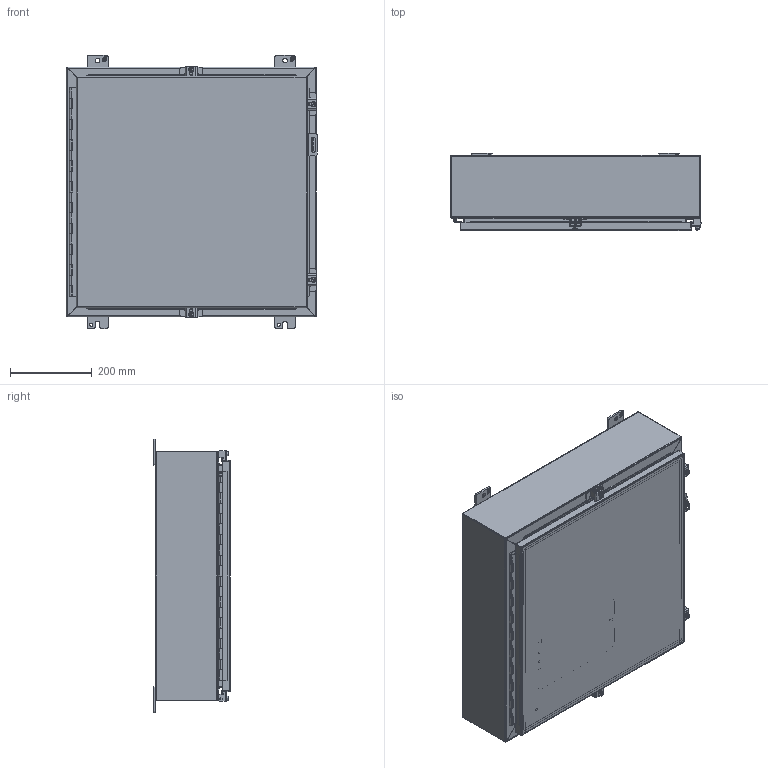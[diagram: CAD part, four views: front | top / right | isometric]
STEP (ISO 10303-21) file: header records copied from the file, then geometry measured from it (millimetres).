
FILE_DESCRIPTION (( 'STEP AP203' ), '1' );
FILE_NAME ('1418N4J6_Default.step', '2019-10-31T22:17:31', ( 'ADC123' ), ( 'Microsoft' ), 'SwSTEP 2.0', 'SolidWorks 2019', '' );
FILE_SCHEMA (( 'CONFIG_CONTROL_DESIGN' ));
Length unit declared in the file: inch
Products named in the file (1): 1418N4J6_Default
Bounding box: 612.8 x 188.9 x 666.75 mm (x, y, z)
Volume: 3391923.8 mm3; surface area: 3449961.6 mm2
Topology: 40 solids, 41 shells, 1530 faces, 3995 edges, 2578 vertices
Faces by surface type: plane 928, cylinder 515, bspline 68, cone 19
Entity records: 49616 total; most frequent: CARTESIAN_POINT 11659, ORIENTED_EDGE 7978, DIRECTION 7727, EDGE_CURVE 3989, LINE 2811, VECTOR 2811, VERTEX_POINT 2578, AXIS2_PLACEMENT_3D 2458
